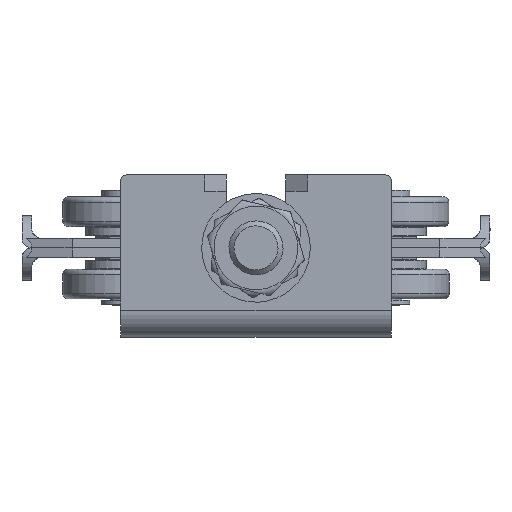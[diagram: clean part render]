
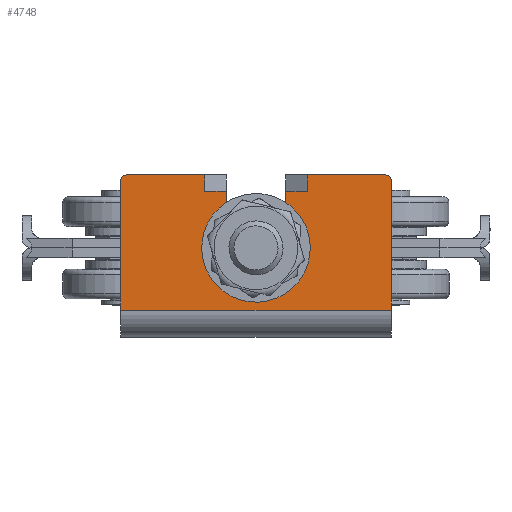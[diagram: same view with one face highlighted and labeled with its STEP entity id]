
A CAD part, front view. The second image highlights one B-rep face of the part: STEP entity #4748.
In plain terms, the highlighted planar face has unit normal (0, -1, 0).
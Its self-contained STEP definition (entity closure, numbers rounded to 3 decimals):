
#336=PLANE('',#5465);
#699=LINE('',#8496,#1119);
#703=LINE('',#8504,#1123);
#704=LINE('',#8506,#1124);
#705=LINE('',#8508,#1125);
#706=LINE('',#8512,#1126);
#707=LINE('',#8514,#1127);
#708=LINE('',#8516,#1128);
#709=LINE('',#8518,#1129);
#710=LINE('',#8522,#1130);
#711=LINE('',#8524,#1131);
#712=LINE('',#8525,#1132);
#1119=VECTOR('',#6671,10.);
#1123=VECTOR('',#6677,10.);
#1124=VECTOR('',#6678,10.);
#1125=VECTOR('',#6679,10.);
#1126=VECTOR('',#6682,10.);
#1127=VECTOR('',#6683,10.);
#1128=VECTOR('',#6684,10.);
#1129=VECTOR('',#6685,10.);
#1130=VECTOR('',#6688,10.);
#1131=VECTOR('',#6689,10.);
#1132=VECTOR('',#6690,10.);
#1537=FACE_OUTER_BOUND('',#1832,.T.);
#1832=EDGE_LOOP('',(#4256,#4257,#4258,#4259,#4260,#4261,#4262,#4263,#4264,
#4265,#4266,#4267,#4268,#4269));
#2043=CIRCLE('',#5463,1.);
#2044=CIRCLE('',#5466,1.);
#2045=CIRCLE('',#5467,5.5);
#2448=VERTEX_POINT('',#8489);
#2449=VERTEX_POINT('',#8491);
#2450=VERTEX_POINT('',#8495);
#2453=VERTEX_POINT('',#8503);
#2454=VERTEX_POINT('',#8505);
#2455=VERTEX_POINT('',#8507);
#2456=VERTEX_POINT('',#8509);
#2457=VERTEX_POINT('',#8511);
#2458=VERTEX_POINT('',#8513);
#2459=VERTEX_POINT('',#8515);
#2460=VERTEX_POINT('',#8517);
#2461=VERTEX_POINT('',#8519);
#2462=VERTEX_POINT('',#8521);
#2463=VERTEX_POINT('',#8523);
#3067=EDGE_CURVE('',#2448,#2449,#2043,.T.);
#3069=EDGE_CURVE('',#2450,#2449,#699,.T.);
#3073=EDGE_CURVE('',#2453,#2448,#703,.T.);
#3074=EDGE_CURVE('',#2453,#2454,#704,.T.);
#3075=EDGE_CURVE('',#2454,#2455,#705,.T.);
#3076=EDGE_CURVE('',#2456,#2455,#2044,.T.);
#3077=EDGE_CURVE('',#2456,#2457,#706,.T.);
#3078=EDGE_CURVE('',#2458,#2457,#707,.T.);
#3079=EDGE_CURVE('',#2458,#2459,#708,.T.);
#3080=EDGE_CURVE('',#2459,#2460,#709,.T.);
#3081=EDGE_CURVE('',#2460,#2461,#2045,.T.);
#3082=EDGE_CURVE('',#2461,#2462,#710,.T.);
#3083=EDGE_CURVE('',#2462,#2463,#711,.T.);
#3084=EDGE_CURVE('',#2463,#2450,#712,.T.);
#4256=ORIENTED_EDGE('',*,*,#3067,.F.);
#4257=ORIENTED_EDGE('',*,*,#3073,.F.);
#4258=ORIENTED_EDGE('',*,*,#3074,.T.);
#4259=ORIENTED_EDGE('',*,*,#3075,.T.);
#4260=ORIENTED_EDGE('',*,*,#3076,.F.);
#4261=ORIENTED_EDGE('',*,*,#3077,.T.);
#4262=ORIENTED_EDGE('',*,*,#3078,.F.);
#4263=ORIENTED_EDGE('',*,*,#3079,.T.);
#4264=ORIENTED_EDGE('',*,*,#3080,.T.);
#4265=ORIENTED_EDGE('',*,*,#3081,.T.);
#4266=ORIENTED_EDGE('',*,*,#3082,.T.);
#4267=ORIENTED_EDGE('',*,*,#3083,.T.);
#4268=ORIENTED_EDGE('',*,*,#3084,.T.);
#4269=ORIENTED_EDGE('',*,*,#3069,.T.);
#4748=ADVANCED_FACE('',(#1537),#336,.T.);
#5463=AXIS2_PLACEMENT_3D('',#8492,#6666,#6667);
#5465=AXIS2_PLACEMENT_3D('',#8502,#6675,#6676);
#5466=AXIS2_PLACEMENT_3D('',#8510,#6680,#6681);
#5467=AXIS2_PLACEMENT_3D('',#8520,#6686,#6687);
#6666=DIRECTION('center_axis',(0.,1.,0.));
#6667=DIRECTION('ref_axis',(-0.707,0.,-0.707));
#6671=DIRECTION('',(0.,0.,-1.));
#6675=DIRECTION('center_axis',(0.,-1.,0.));
#6676=DIRECTION('ref_axis',(0.,0.,-1.));
#6677=DIRECTION('',(-1.,0.,0.));
#6678=DIRECTION('',(0.,0.,1.));
#6679=DIRECTION('',(-1.,0.,0.));
#6680=DIRECTION('center_axis',(0.,1.,0.));
#6681=DIRECTION('ref_axis',(-0.707,0.,0.707));
#6682=DIRECTION('',(0.,0.,-1.));
#6683=DIRECTION('',(-1.,0.,0.));
#6684=DIRECTION('',(0.,0.,-1.));
#6685=DIRECTION('',(1.,0.,0.));
#6686=DIRECTION('center_axis',(0.,1.,0.));
#6687=DIRECTION('ref_axis',(-1.,0.,0.));
#6688=DIRECTION('',(-1.,0.,0.));
#6689=DIRECTION('',(0.,0.,-1.));
#6690=DIRECTION('',(-1.,0.,0.));
#8489=CARTESIAN_POINT('',(44.128,181.119,0.));
#8491=CARTESIAN_POINT('',(43.128,181.119,1.));
#8492=CARTESIAN_POINT('Origin',(44.128,181.119,1.));
#8495=CARTESIAN_POINT('',(43.128,181.119,15.5));
#8496=CARTESIAN_POINT('',(43.128,181.119,0.));
#8502=CARTESIAN_POINT('Origin',(68.128,181.119,0.));
#8503=CARTESIAN_POINT('',(68.128,181.119,0.));
#8504=CARTESIAN_POINT('',(68.128,181.119,0.));
#8505=CARTESIAN_POINT('',(68.128,181.119,50.));
#8506=CARTESIAN_POINT('',(68.128,181.119,0.));
#8507=CARTESIAN_POINT('',(44.128,181.119,50.));
#8508=CARTESIAN_POINT('',(46.128,181.119,50.));
#8509=CARTESIAN_POINT('',(43.128,181.119,49.));
#8510=CARTESIAN_POINT('Origin',(44.128,181.119,49.));
#8511=CARTESIAN_POINT('',(43.128,181.119,34.5));
#8512=CARTESIAN_POINT('',(43.128,181.119,30.5));
#8513=CARTESIAN_POINT('',(46.128,181.119,34.5));
#8514=CARTESIAN_POINT('',(46.128,181.119,34.5));
#8515=CARTESIAN_POINT('',(46.128,181.119,30.5));
#8516=CARTESIAN_POINT('',(46.128,181.119,20.125));
#8517=CARTESIAN_POINT('',(59.128,181.119,30.5));
#8518=CARTESIAN_POINT('',(63.628,181.119,30.5));
#8519=CARTESIAN_POINT('',(59.128,181.119,19.5));
#8520=CARTESIAN_POINT('Origin',(59.128,181.119,25.));
#8521=CARTESIAN_POINT('',(46.128,181.119,19.5));
#8522=CARTESIAN_POINT('',(51.067,181.119,19.5));
#8523=CARTESIAN_POINT('',(46.128,181.119,15.5));
#8524=CARTESIAN_POINT('',(46.128,181.119,4.875));
#8525=CARTESIAN_POINT('',(46.128,181.119,15.5));
